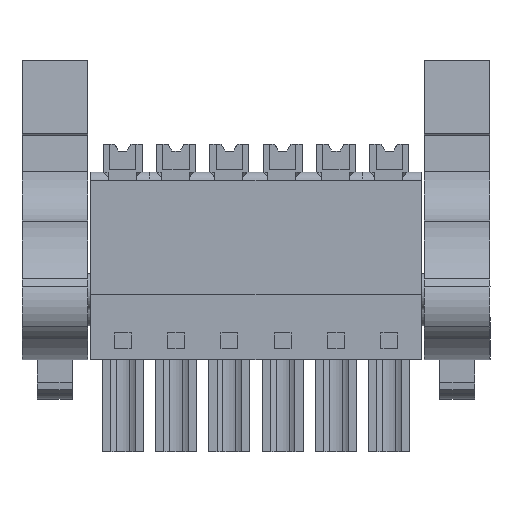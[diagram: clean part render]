
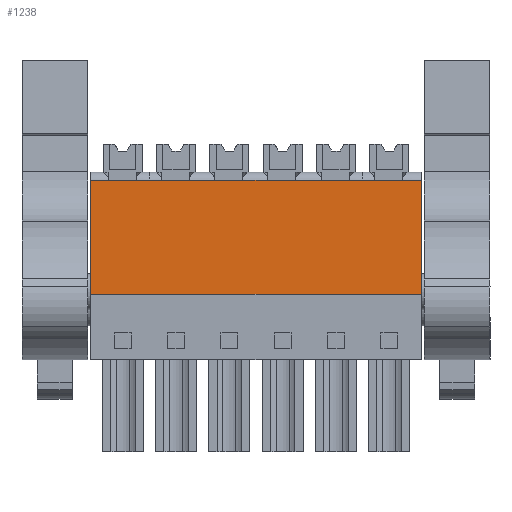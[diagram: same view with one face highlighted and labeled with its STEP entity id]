
A CAD part, front view. The second image highlights one B-rep face of the part: STEP entity #1238.
In plain terms, the highlighted planar face has unit normal (0, -1, 0).
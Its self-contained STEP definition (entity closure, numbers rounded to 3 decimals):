
#1218=AXIS2_PLACEMENT_3D('Plane Axis2P3D',#1215,#1216,#1217) ;
#77=CARTESIAN_POINT('Vertex',(4.9,2.029,11.25)) ;
#80=CARTESIAN_POINT('Line Origine',(4.9,2.029,15.325)) ;
#84=CARTESIAN_POINT('Vertex',(4.9,2.029,19.4)) ;
#1199=CARTESIAN_POINT('Vertex',(28.55,2.029,11.25)) ;
#1202=CARTESIAN_POINT('Line Origine',(16.725,2.029,11.25)) ;
#1215=CARTESIAN_POINT('Axis2P3D Location',(12.42,2.029,19.4)) ;
#1220=CARTESIAN_POINT('Line Origine',(28.55,2.029,15.325)) ;
#1224=CARTESIAN_POINT('Vertex',(28.55,2.029,19.4)) ;
#1227=CARTESIAN_POINT('Line Origine',(16.725,2.029,19.4)) ;
#81=DIRECTION('Vector Direction',(0.,0.,1.)) ;
#1203=DIRECTION('Vector Direction',(1.,0.,0.)) ;
#1216=DIRECTION('Axis2P3D Direction',(0.,-1.,0.)) ;
#1217=DIRECTION('Axis2P3D XDirection',(0.,0.,-1.)) ;
#1221=DIRECTION('Vector Direction',(0.,0.,-1.)) ;
#1228=DIRECTION('Vector Direction',(1.,0.,0.)) ;
#82=VECTOR('Line Direction',#81,1.) ;
#1204=VECTOR('Line Direction',#1203,1.) ;
#1222=VECTOR('Line Direction',#1221,1.) ;
#1229=VECTOR('Line Direction',#1228,1.) ;
#1233=ORIENTED_EDGE('',*,*,#1206,.T.) ;
#1234=ORIENTED_EDGE('',*,*,#1226,.F.) ;
#1235=ORIENTED_EDGE('',*,*,#1231,.F.) ;
#1236=ORIENTED_EDGE('',*,*,#86,.F.) ;
#1238=ADVANCED_FACE('HOUSING',(#1237),#1219,.T.) ;
#86=EDGE_CURVE('',#78,#85,#83,.T.) ;
#1206=EDGE_CURVE('',#78,#1200,#1205,.T.) ;
#1226=EDGE_CURVE('',#1225,#1200,#1223,.T.) ;
#1231=EDGE_CURVE('',#85,#1225,#1230,.T.) ;
#1232=EDGE_LOOP('',(#1233,#1234,#1235,#1236)) ;
#1237=FACE_OUTER_BOUND('',#1232,.T.) ;
#83=LINE('Line',#80,#82) ;
#1205=LINE('Line',#1202,#1204) ;
#1223=LINE('Line',#1220,#1222) ;
#1230=LINE('Line',#1227,#1229) ;
#1219=PLANE('',#1218) ;
#78=VERTEX_POINT('',#77) ;
#85=VERTEX_POINT('',#84) ;
#1200=VERTEX_POINT('',#1199) ;
#1225=VERTEX_POINT('',#1224) ;
